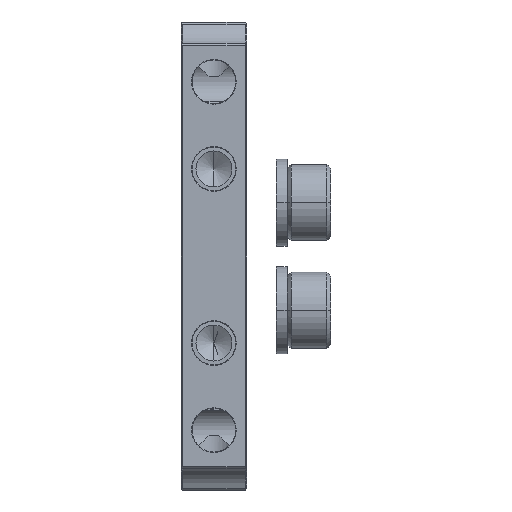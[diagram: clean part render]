
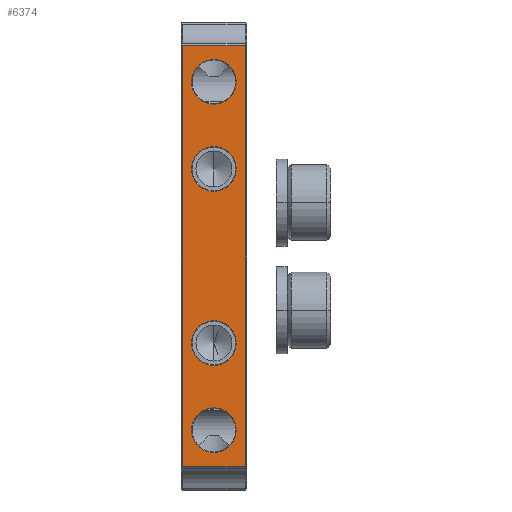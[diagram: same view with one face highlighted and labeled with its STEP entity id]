
A CAD part, left-side view. The second image highlights one B-rep face of the part: STEP entity #6374.
In plain terms, the highlighted planar face has unit normal (-1, 0, 0).
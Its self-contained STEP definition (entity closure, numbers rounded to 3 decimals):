
#2140 = EDGE_CURVE('',#2141,#2143,#2145,.T.);
#2141 = VERTEX_POINT('',#2142);
#2142 = CARTESIAN_POINT('',(-31.5,5.875,19.313));
#2143 = VERTEX_POINT('',#2144);
#2144 = CARTESIAN_POINT('',(-31.5,5.875,-19.375));
#2145 = LINE('',#2146,#2147);
#2146 = CARTESIAN_POINT('',(-31.5,5.875,0.));
#2147 = VECTOR('',#2148,1.);
#2148 = DIRECTION('',(0.,0.,-1.));
#6314 = EDGE_CURVE('',#6315,#2141,#6317,.T.);
#6315 = VERTEX_POINT('',#6316);
#6316 = CARTESIAN_POINT('',(-31.5,0.125,19.313));
#6317 = LINE('',#6318,#6319);
#6318 = CARTESIAN_POINT('',(-31.5,5.875,19.313));
#6319 = VECTOR('',#6320,1.);
#6320 = DIRECTION('',(0.,1.,0.));
#6374 = ADVANCED_FACE('',(#6375,#6395,#6415,#6435,#6455),#6473,.T.);
#6375 = FACE_BOUND('',#6376,.T.);
#6376 = EDGE_LOOP('',(#6377,#6388));
#6377 = ORIENTED_EDGE('',*,*,#6378,.T.);
#6378 = EDGE_CURVE('',#6379,#6381,#6383,.T.);
#6379 = VERTEX_POINT('',#6380);
#6380 = CARTESIAN_POINT('',(-31.5,3.,-13.95));
#6381 = VERTEX_POINT('',#6382);
#6382 = CARTESIAN_POINT('',(-31.5,3.,-18.05));
#6383 = CIRCLE('',#6384,2.05);
#6384 = AXIS2_PLACEMENT_3D('',#6385,#6386,#6387);
#6385 = CARTESIAN_POINT('',(-31.5,3.,-16.));
#6386 = DIRECTION('',(1.,0.,-0.));
#6387 = DIRECTION('',(0.,0.,1.));
#6388 = ORIENTED_EDGE('',*,*,#6389,.T.);
#6389 = EDGE_CURVE('',#6381,#6379,#6390,.T.);
#6390 = CIRCLE('',#6391,2.05);
#6391 = AXIS2_PLACEMENT_3D('',#6392,#6393,#6394);
#6392 = CARTESIAN_POINT('',(-31.5,3.,-16.));
#6393 = DIRECTION('',(1.,0.,-0.));
#6394 = DIRECTION('',(0.,0.,1.));
#6395 = FACE_BOUND('',#6396,.T.);
#6396 = EDGE_LOOP('',(#6397,#6408));
#6397 = ORIENTED_EDGE('',*,*,#6398,.T.);
#6398 = EDGE_CURVE('',#6399,#6401,#6403,.T.);
#6399 = VERTEX_POINT('',#6400);
#6400 = CARTESIAN_POINT('',(-31.5,3.,-5.95));
#6401 = VERTEX_POINT('',#6402);
#6402 = CARTESIAN_POINT('',(-31.5,3.,-10.05));
#6403 = CIRCLE('',#6404,2.05);
#6404 = AXIS2_PLACEMENT_3D('',#6405,#6406,#6407);
#6405 = CARTESIAN_POINT('',(-31.5,3.,-8.));
#6406 = DIRECTION('',(1.,0.,-0.));
#6407 = DIRECTION('',(0.,0.,1.));
#6408 = ORIENTED_EDGE('',*,*,#6409,.T.);
#6409 = EDGE_CURVE('',#6401,#6399,#6410,.T.);
#6410 = CIRCLE('',#6411,2.05);
#6411 = AXIS2_PLACEMENT_3D('',#6412,#6413,#6414);
#6412 = CARTESIAN_POINT('',(-31.5,3.,-8.));
#6413 = DIRECTION('',(1.,0.,-0.));
#6414 = DIRECTION('',(0.,0.,1.));
#6415 = FACE_BOUND('',#6416,.T.);
#6416 = EDGE_LOOP('',(#6417,#6428));
#6417 = ORIENTED_EDGE('',*,*,#6418,.T.);
#6418 = EDGE_CURVE('',#6419,#6421,#6423,.T.);
#6419 = VERTEX_POINT('',#6420);
#6420 = CARTESIAN_POINT('',(-31.5,3.,10.05));
#6421 = VERTEX_POINT('',#6422);
#6422 = CARTESIAN_POINT('',(-31.5,3.,5.95));
#6423 = CIRCLE('',#6424,2.05);
#6424 = AXIS2_PLACEMENT_3D('',#6425,#6426,#6427);
#6425 = CARTESIAN_POINT('',(-31.5,3.,8.));
#6426 = DIRECTION('',(1.,0.,-0.));
#6427 = DIRECTION('',(0.,0.,1.));
#6428 = ORIENTED_EDGE('',*,*,#6429,.T.);
#6429 = EDGE_CURVE('',#6421,#6419,#6430,.T.);
#6430 = CIRCLE('',#6431,2.05);
#6431 = AXIS2_PLACEMENT_3D('',#6432,#6433,#6434);
#6432 = CARTESIAN_POINT('',(-31.5,3.,8.));
#6433 = DIRECTION('',(1.,0.,-0.));
#6434 = DIRECTION('',(0.,0.,1.));
#6435 = FACE_BOUND('',#6436,.T.);
#6436 = EDGE_LOOP('',(#6437,#6448));
#6437 = ORIENTED_EDGE('',*,*,#6438,.T.);
#6438 = EDGE_CURVE('',#6439,#6441,#6443,.T.);
#6439 = VERTEX_POINT('',#6440);
#6440 = CARTESIAN_POINT('',(-31.5,3.,18.05));
#6441 = VERTEX_POINT('',#6442);
#6442 = CARTESIAN_POINT('',(-31.5,3.,13.95));
#6443 = CIRCLE('',#6444,2.05);
#6444 = AXIS2_PLACEMENT_3D('',#6445,#6446,#6447);
#6445 = CARTESIAN_POINT('',(-31.5,3.,16.));
#6446 = DIRECTION('',(1.,0.,-0.));
#6447 = DIRECTION('',(0.,0.,1.));
#6448 = ORIENTED_EDGE('',*,*,#6449,.T.);
#6449 = EDGE_CURVE('',#6441,#6439,#6450,.T.);
#6450 = CIRCLE('',#6451,2.05);
#6451 = AXIS2_PLACEMENT_3D('',#6452,#6453,#6454);
#6452 = CARTESIAN_POINT('',(-31.5,3.,16.));
#6453 = DIRECTION('',(1.,0.,-0.));
#6454 = DIRECTION('',(0.,0.,1.));
#6455 = FACE_BOUND('',#6456,.T.);
#6456 = EDGE_LOOP('',(#6457,#6465,#6466,#6467));
#6457 = ORIENTED_EDGE('',*,*,#6458,.T.);
#6458 = EDGE_CURVE('',#6459,#6315,#6461,.T.);
#6459 = VERTEX_POINT('',#6460);
#6460 = CARTESIAN_POINT('',(-31.5,0.125,-19.375));
#6461 = LINE('',#6462,#6463);
#6462 = CARTESIAN_POINT('',(-31.5,0.125,19.5));
#6463 = VECTOR('',#6464,1.);
#6464 = DIRECTION('',(0.,0.,1.));
#6465 = ORIENTED_EDGE('',*,*,#6314,.T.);
#6466 = ORIENTED_EDGE('',*,*,#2140,.T.);
#6467 = ORIENTED_EDGE('',*,*,#6468,.T.);
#6468 = EDGE_CURVE('',#2143,#6459,#6469,.T.);
#6469 = LINE('',#6470,#6471);
#6470 = CARTESIAN_POINT('',(-31.5,6.,-19.375));
#6471 = VECTOR('',#6472,1.);
#6472 = DIRECTION('',(0.,-1.,0.));
#6473 = PLANE('',#6474);
#6474 = AXIS2_PLACEMENT_3D('',#6475,#6476,#6477);
#6475 = CARTESIAN_POINT('',(-31.5,6.,0.));
#6476 = DIRECTION('',(-1.,0.,0.));
#6477 = DIRECTION('',(0.,0.,1.));
